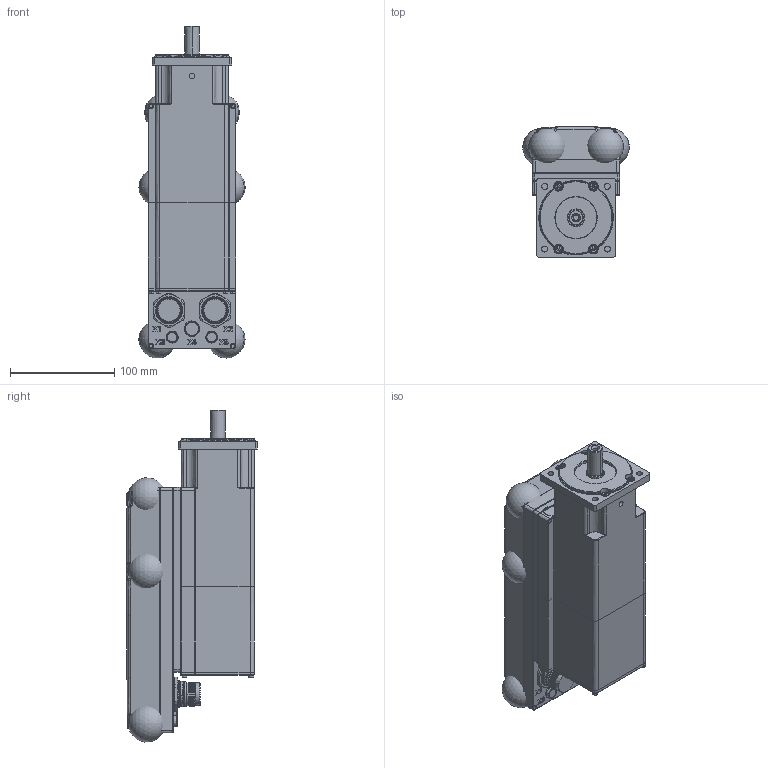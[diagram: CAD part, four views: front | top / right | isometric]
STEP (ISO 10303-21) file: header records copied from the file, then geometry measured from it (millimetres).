
FILE_DESCRIPTION((''),'2;1');
FILE_NAME('ISD510_SIZE_A_1_5','2016-08-11T',('u269700'),(''),'CREO PARAMETRIC BY PTC INC, 2015200','CREO PARAMETRIC BY PTC INC, 2015200','');
FILE_SCHEMA(('CONFIG_CONTROL_DESIGN'));
Products named in the file (1): ISD510_SIZE_A_1_5
Bounding box: 102.07 x 125.57 x 318.74 mm (x, y, z)
Surface area: 186786.7 mm2 (no closed solid volume)
Topology: 0 solids, 0 shells, 1922 faces, 10318 edges, 10195 vertices
Faces by surface type: bspline 1750, torus 139, sphere 33
Entity records: 192037 total; most frequent: CARTESIAN_POINT 104316, DIRECTION 13068, TRIMMED_CURVE 11243, DEFINITIONAL_REPRESENTATION 10089, PCURVE 10089, COMPOSITE_CURVE_SEGMENT 10089, VECTOR 9762, LINE 9762
